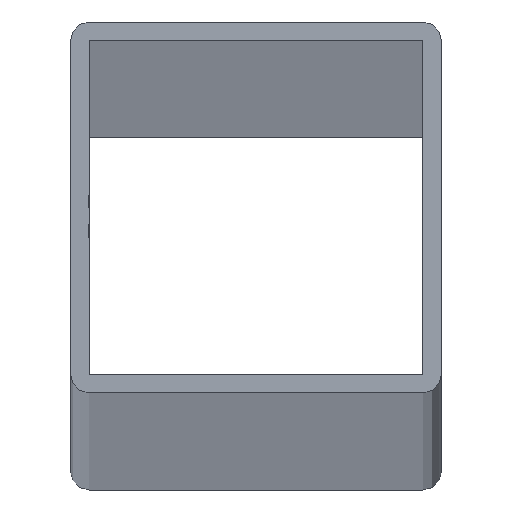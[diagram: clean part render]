
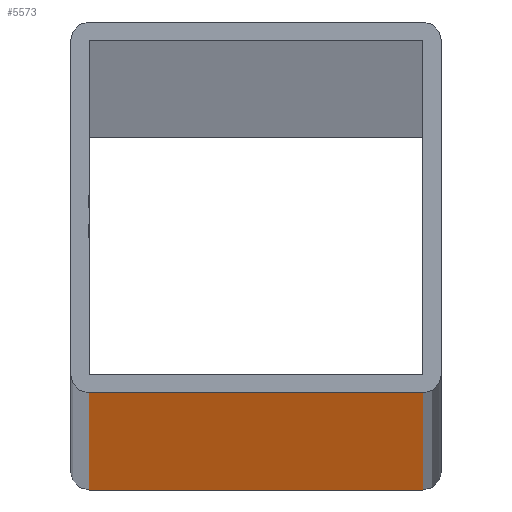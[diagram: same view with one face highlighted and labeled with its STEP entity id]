
A CAD part, top view. The second image highlights one B-rep face of the part: STEP entity #5573.
In plain terms, the highlighted planar face has unit normal (0, -1, 0).
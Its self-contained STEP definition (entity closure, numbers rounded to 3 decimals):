
#660 = VERTEX_POINT ( 'NONE', #10336 ) ;
#766 = EDGE_CURVE ( 'NONE', #2123, #660, #3422, .T. ) ;
#914 = ORIENTED_EDGE ( 'NONE', *, *, #1739, .T. ) ;
#1005 = LINE ( 'NONE', #6886, #8617 ) ;
#1155 = DIRECTION ( 'NONE',  ( 1., 0., 0. ) ) ;
#1739 = EDGE_CURVE ( 'NONE', #660, #8720, #10341, .T. ) ;
#1770 = DIRECTION ( 'NONE',  ( 1., 0., 0. ) ) ;
#2123 = VERTEX_POINT ( 'NONE', #8887 ) ;
#2337 = AXIS2_PLACEMENT_3D ( 'NONE', #8367, #3676, #10250 ) ;
#2656 = PLANE ( 'NONE',  #2337 ) ;
#2836 = VECTOR ( 'NONE', #10453, 1000. ) ;
#2929 = VERTEX_POINT ( 'NONE', #6307 ) ;
#3172 = CARTESIAN_POINT ( 'NONE',  ( -20., -20., -3000. ) ) ;
#3237 = CARTESIAN_POINT ( 'NONE',  ( 18., -20., 3000. ) ) ;
#3422 = LINE ( 'NONE', #3172, #8150 ) ;
#3461 = DIRECTION ( 'NONE',  ( 0., 0., 1. ) ) ;
#3507 = ORIENTED_EDGE ( 'NONE', *, *, #766, .T. ) ;
#3676 = DIRECTION ( 'NONE',  ( 0., 1., 0. ) ) ;
#5200 = EDGE_LOOP ( 'NONE', ( #3507, #914, #10716, #8237 ) ) ;
#5364 = LINE ( 'NONE', #9526, #2836 ) ;
#5573 = ADVANCED_FACE ( 'NONE', ( #5996 ), #2656, .F. ) ;
#5649 = VECTOR ( 'NONE', #3461, 1000. ) ;
#5757 = CARTESIAN_POINT ( 'NONE',  ( 18., -20., 3000. ) ) ;
#5996 = FACE_OUTER_BOUND ( 'NONE', #5200, .T. ) ;
#6307 = CARTESIAN_POINT ( 'NONE',  ( -18., -20., 3000. ) ) ;
#6886 = CARTESIAN_POINT ( 'NONE',  ( -20., -20., 3000. ) ) ;
#7078 = EDGE_CURVE ( 'NONE', #2929, #8720, #1005, .T. ) ;
#8150 = VECTOR ( 'NONE', #1770, 1000. ) ;
#8237 = ORIENTED_EDGE ( 'NONE', *, *, #11462, .T. ) ;
#8367 = CARTESIAN_POINT ( 'NONE',  ( -20., -20., 3000. ) ) ;
#8617 = VECTOR ( 'NONE', #1155, 1000. ) ;
#8720 = VERTEX_POINT ( 'NONE', #5757 ) ;
#8887 = CARTESIAN_POINT ( 'NONE',  ( -18., -20., -3000. ) ) ;
#9526 = CARTESIAN_POINT ( 'NONE',  ( -18., -20., 3000. ) ) ;
#10250 = DIRECTION ( 'NONE',  ( 0., 0., 1. ) ) ;
#10336 = CARTESIAN_POINT ( 'NONE',  ( 18., -20., -3000. ) ) ;
#10341 = LINE ( 'NONE', #3237, #5649 ) ;
#10453 = DIRECTION ( 'NONE',  ( 0., 0., -1. ) ) ;
#10716 = ORIENTED_EDGE ( 'NONE', *, *, #7078, .F. ) ;
#11462 = EDGE_CURVE ( 'NONE', #2929, #2123, #5364, .T. ) ;
